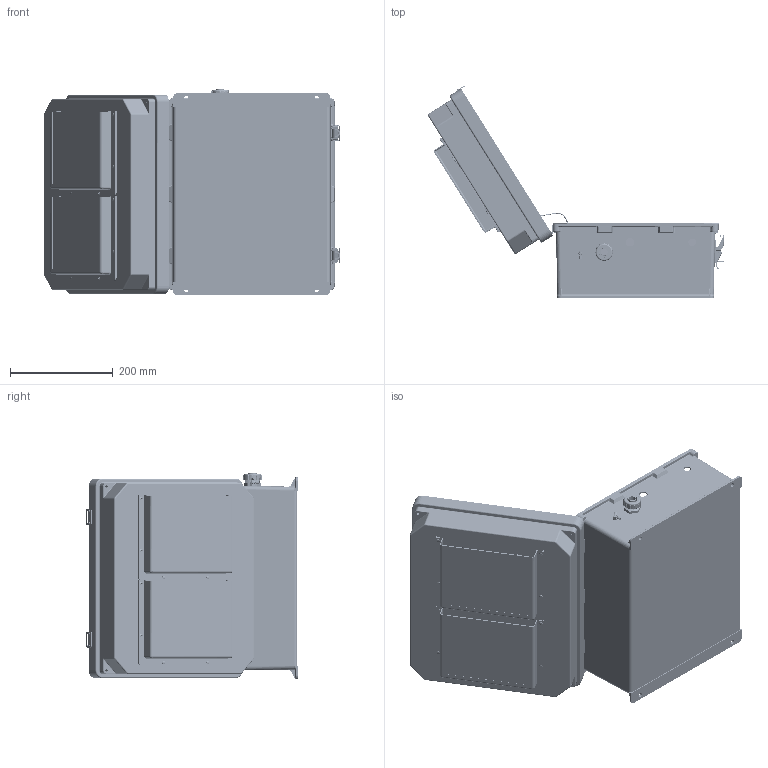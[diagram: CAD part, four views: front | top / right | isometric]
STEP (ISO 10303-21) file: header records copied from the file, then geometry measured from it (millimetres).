
FILE_DESCRIPTION (( 'STEP AP214' ), '1' );
FILE_NAME ('NB141207-40F_3D.step', '2025-10-28T17:13:04', ( '' ), ( '' ), 'SwSTEP 2.0', 'SolidWorks 2025', '' );
FILE_SCHEMA (( 'AUTOMOTIVE_DESIGN' ));
Length unit declared in the file: inch
Products named in the file (26): XM220-01-UL; XFS-0017; XFS-0026; NB141207-40F_3D; FanWire-14-40F; 10-32 NEMA PLATE SCREW; NB141207-Box; X-ASSY-HYP218-2; XCT-0011; XFN-0002; NB141207-Hinge; XMH-0002; NEMA 14-400 GroundWire; NB141207-DoorClasp-1; XFW-0002; XFW-0004; XCT-0005; XC-0003; 1BE02-011; NB141207-Lid-Vented; XFS-0024_90184A168; NB141207-DoorClasp-2; XFR-0005; Fan Screen-120x120 ALUM; XFN-0003; XCT-0010
Assembly tree (57 placements, depth 2):
  NB141207-40F_3D
    NB141207-Box
    NB141207-Hinge  x2
    NB141207-Lid-Vented
    NB141207-DoorClasp-1  x2
    NB141207-DoorClasp-2  x2
    XC-0003
    XFS-0026
    XCT-0005
    XFN-0003  x2
    XFW-0002
    1BE02-011
    XCT-0010
    XCT-0011
    10-32 NEMA PLATE SCREW  x4
    XFS-0017  x2
    X-ASSY-HYP218-2
    XFW-0004  x2
    NEMA 14-400 GroundWire
    XM220-01-UL  x2
    XFN-0002  x8
    Fan Screen-120x120 ALUM  x2
    XMH-0002
    FanWire-14-40F
    XFS-0024_90184A168  x4
    XFR-0005  x12
Bounding box: 578.04 x 413.37 x 402.37 mm (x, y, z)
Volume: 2529699.7 mm3; surface area: 1668454.5 mm2
Topology: 64 solids, 65 shells, 6510 faces, 17664 edges, 11338 vertices
Faces by surface type: cylinder 3260, plane 1713, cone 587, bspline 570, torus 360, sphere 20
Entity records: 155384 total; most frequent: CARTESIAN_POINT 56618, ORIENTED_EDGE 21132, DIRECTION 19508, EDGE_CURVE 10566, AXIS2_PLACEMENT_3D 7254, VERTEX_POINT 6724, VECTOR 5000, LINE 5000
